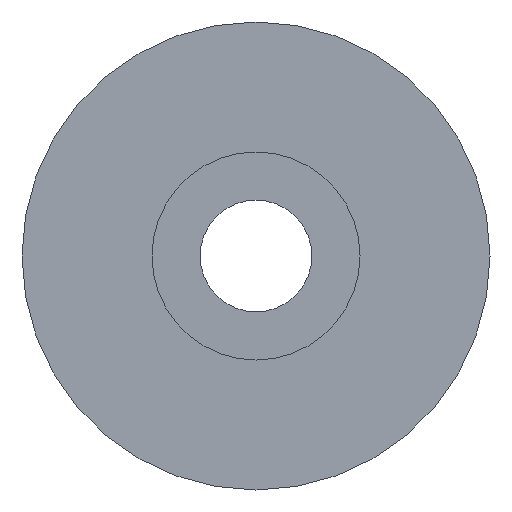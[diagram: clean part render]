
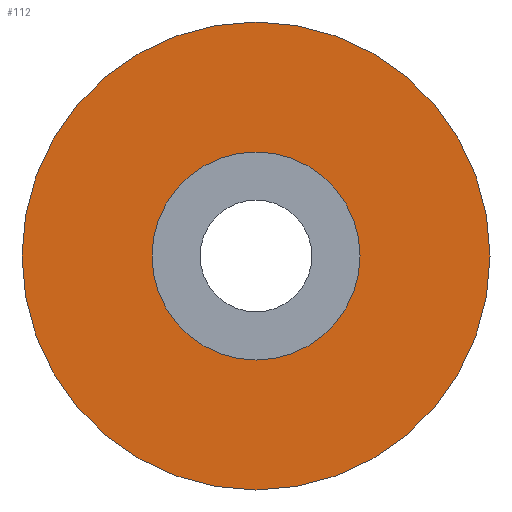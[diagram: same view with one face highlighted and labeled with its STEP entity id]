
A CAD part, front view. The second image highlights one B-rep face of the part: STEP entity #112.
In plain terms, the highlighted planar face has unit normal (0, -1, 0).
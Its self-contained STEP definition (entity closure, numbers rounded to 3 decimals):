
#29=FACE_BOUND('',#47,.T.);
#36=FACE_OUTER_BOUND('',#46,.T.);
#46=EDGE_LOOP('',(#95));
#47=EDGE_LOOP('',(#96));
#53=CIRCLE('',#133,4.);
#57=CIRCLE('',#140,9.);
#61=VERTEX_POINT('',#190);
#65=VERTEX_POINT('',#203);
#69=EDGE_CURVE('',#61,#61,#53,.T.);
#75=EDGE_CURVE('',#65,#65,#57,.T.);
#95=ORIENTED_EDGE('',*,*,#75,.T.);
#96=ORIENTED_EDGE('',*,*,#69,.T.);
#105=PLANE('',#141);
#112=ADVANCED_FACE('',(#36,#29),#105,.T.);
#133=AXIS2_PLACEMENT_3D('',#191,#155,#156);
#140=AXIS2_PLACEMENT_3D('',#204,#171,#172);
#141=AXIS2_PLACEMENT_3D('',#206,#174,#175);
#155=DIRECTION('center_axis',(0.,1.,0.));
#156=DIRECTION('ref_axis',(0.,0.,-1.));
#171=DIRECTION('center_axis',(0.,-1.,0.));
#172=DIRECTION('ref_axis',(1.,0.,0.));
#174=DIRECTION('center_axis',(0.,-1.,0.));
#175=DIRECTION('ref_axis',(1.,0.,0.));
#190=CARTESIAN_POINT('',(0.,-3.,4.));
#191=CARTESIAN_POINT('Origin',(0.,-3.,0.));
#203=CARTESIAN_POINT('',(-9.,-3.,0.));
#204=CARTESIAN_POINT('Origin',(0.,-3.,0.));
#206=CARTESIAN_POINT('Origin',(0.,-3.,0.));
